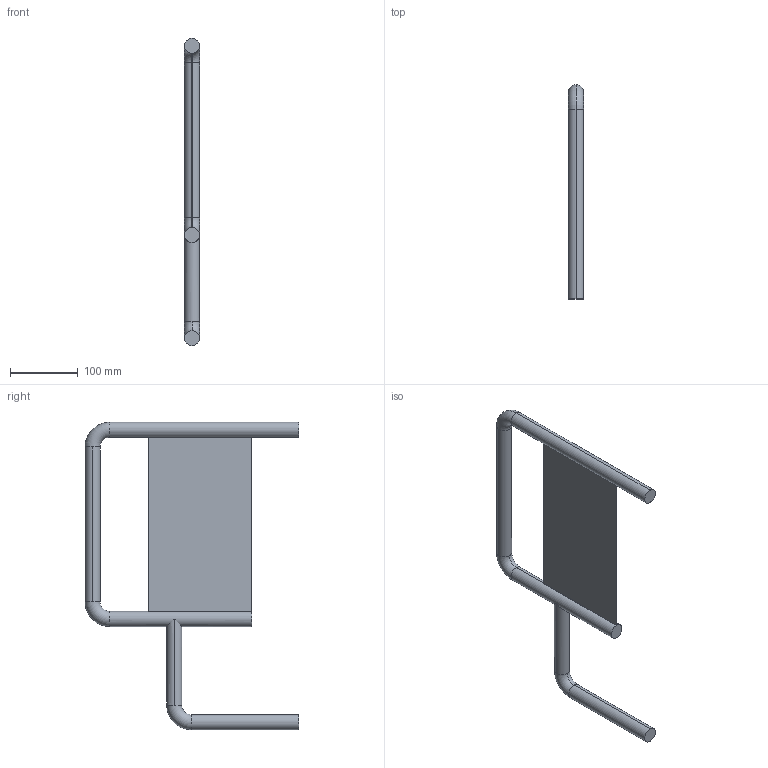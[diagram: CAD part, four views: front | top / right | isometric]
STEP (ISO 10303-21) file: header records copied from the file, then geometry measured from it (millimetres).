
FILE_DESCRIPTION (( 'STEP AP203' ), '1' );
FILE_NAME ('Arm_Default_sldprt.STEP', '2016-03-16T08:09:06', ( '' ), ( '' ), 'SwSTEP 2.0', 'SolidWorks 2014', '' );
FILE_SCHEMA (( 'CONFIG_CONTROL_DESIGN' ));
Length unit declared in the file: inch
Products named in the file (1): Arm_Default_sldprt
Bounding box: 22.23 x 315.91 x 454.02 mm (x, y, z)
Volume: 471824.7 mm3; surface area: 157804.8 mm2
Topology: 2 solids, 2 shells, 25 faces, 57 edges, 36 vertices
Faces by surface type: cylinder 10, plane 9, torus 6
Entity records: 790 total; most frequent: DIRECTION 135, CARTESIAN_POINT 131, ORIENTED_EDGE 114, EDGE_CURVE 57, AXIS2_PLACEMENT_3D 56, VERTEX_POINT 36, CIRCLE 30, FACE_OUTER_BOUND 25
